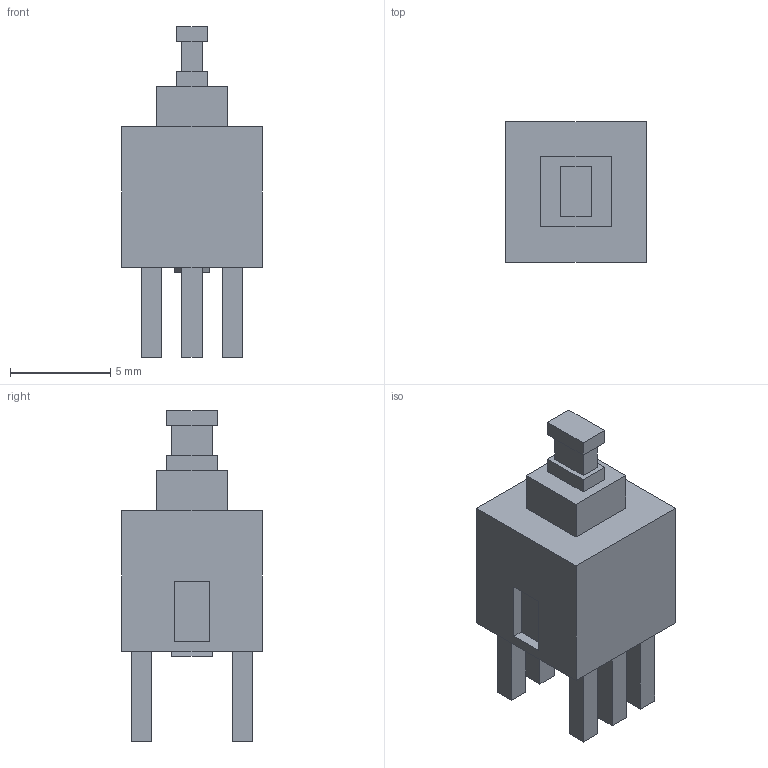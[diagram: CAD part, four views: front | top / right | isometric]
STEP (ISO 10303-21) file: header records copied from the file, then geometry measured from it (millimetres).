
FILE_DESCRIPTION(/* description */ ('Unknown'),/* implementation_level */ '2;1');
FILE_NAME(/* name */ 'SW_7x7_6pins',/* time_stamp */ '2019-06-29T23:28:19-03:00',/* author */ ('Unknown'),/* organization */ ('Unknown'),/* preprocessor_version */ 'ST-DEVELOPER v16.7',/* originating_system */ 'DEX',/* authorisation */ $);
FILE_SCHEMA (('AUTOMOTIVE_DESIGN {1 0 10303 214 3 1 1}'));
Length unit declared in the file: millimetre
Products named in the file (1): SW_7x7_6pins
Bounding box: 7 x 7 x 16.5 mm (x, y, z)
Volume: 399 mm3; surface area: 468.2 mm2
Topology: 1 solids, 1 shells, 84 faces, 201 edges, 134 vertices
Faces by surface type: plane 84
Entity records: 3000 total; most frequent: CARTESIAN_POINT 420, ORIENTED_EDGE 402, DIRECTION 371, EDGE_CURVE 201, LINE 201, VECTOR 201, VERTEX_POINT 134, EDGE_LOOP 99
